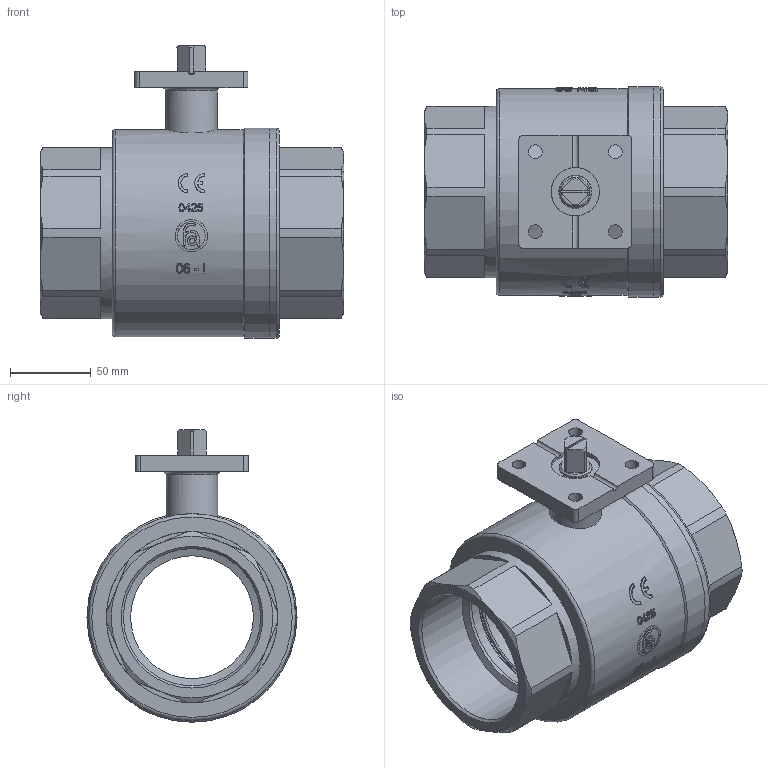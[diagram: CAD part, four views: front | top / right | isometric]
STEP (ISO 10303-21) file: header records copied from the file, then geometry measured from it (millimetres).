
FILE_DESCRIPTION(/* description */ ('Unknown'),/* implementation_level */ '2;1');
FILE_NAME(/* name */ '767-11',/* time_stamp */ '2023-06-07T13:18:13+02:00',/* author */ ('Unknown'),/* organization */ ('Unknown'),/* preprocessor_version */ 'ST-DEVELOPER v18.102',/* originating_system */ 'Solid Edge',/* authorisation */ 'Unknown');
FILE_SCHEMA (('AUTOMOTIVE_DESIGN {1 0 10303 214 3 1 1}'));
Length unit declared in the file: millimetre
Products named in the file (9): 2.110.080_(767-11); LA0160#14080; OR0072#V85; SE0164#080; LA3220#080; AT0042#52; OR0072#V51; LA0161#080; RO0079#13
Assembly tree (11 placements, depth 2):
  2.110.080_(767-11)
    LA0160#14080
    OR0072#V85  x2
    SE0164#080  x2
    LA3220#080
    AT0042#52
    OR0072#V51  x2
    LA0161#080
    RO0079#13
Bounding box: 188 x 130 x 181 mm (x, y, z)
Volume: 723444.8 mm3; surface area: 319107.6 mm2
Topology: 11 solids, 11 shells, 432 faces, 1005 edges, 652 vertices
Faces by surface type: plane 203, cylinder 116, cone 49, bspline 37, torus 25, sphere 2
Full cylindrical faces by diameter (mm): 3.341 x1, 8.5 x4, 15.5 x2, 17.345 x1, 19.98 x3, 20 x2, 20.1 x1, 20.5 x1, 24 x2, 25 x1, 30 x1, 32 x1, 59 x1, 76 x5, 78 x2, 81 x1, 84.926 x2, 86 x2, 86.2 x2, 86.7 x2, 87.2 x2, 92.9 x2, 93.1 x2, 100 x1, 106 x1, 114 x1, 120 x1, 120.01 x1, 122 x1, 122.3 x1
Entity records: 17564 total; most frequent: CARTESIAN_POINT 6298, DIRECTION 1826, ORIENTED_EDGE 1650, EDGE_CURVE 825, AXIS2_PLACEMENT_3D 755, FACE_BOUND 598, EDGE_LOOP 596, VERTEX_POINT 593
